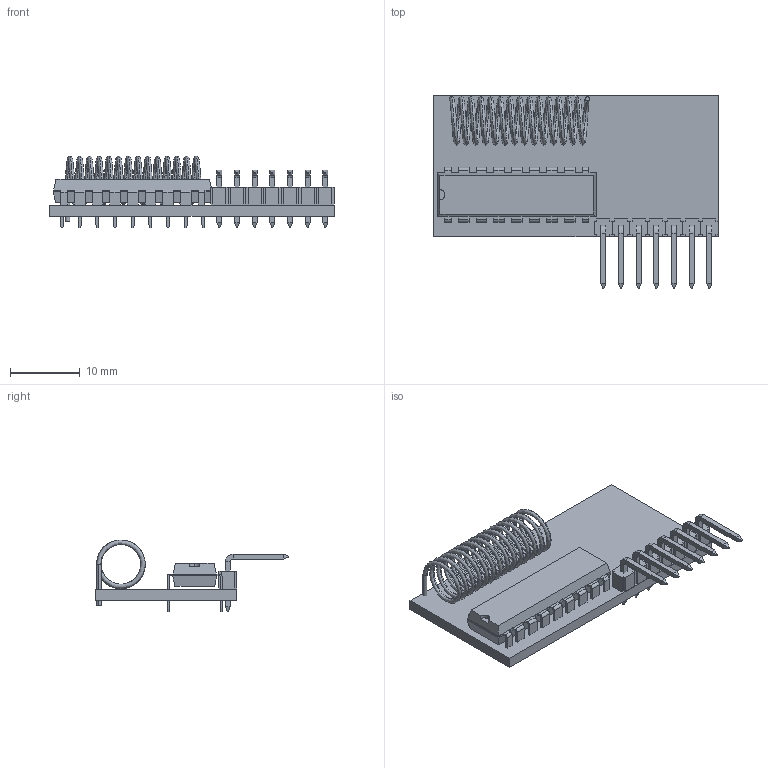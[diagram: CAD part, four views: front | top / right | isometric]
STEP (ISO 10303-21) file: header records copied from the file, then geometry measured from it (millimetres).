
FILE_DESCRIPTION (( 'STEP AP214' ), '1' );
FILE_NAME ('SimpleRF_Reciever.STEP', '2018-10-31T17:09:29', ( '' ), ( '' ), 'SwSTEP 2.0', 'SolidWorks 2018', '' );
FILE_SCHEMA (( 'AUTOMOTIVE_DESIGN' ));
Length unit declared in the file: millimetre
Products named in the file (4): DIP-18_W7.62mm.step; 0.1MaleHeadersRightAngle; Part34; SimpleRF_Reciever
Assembly tree (3 placements, depth 2):
  SimpleRF_Reciever
    Part34
    0.1MaleHeadersRightAngle
    DIP-18_W7.62mm.step
Bounding box: 40.88 x 27.81 x 10.35 mm (x, y, z)
Volume: 2039.3 mm3; surface area: 3710.4 mm2
Topology: 17 solids, 17 shells, 595 faces, 1487 edges, 926 vertices
Faces by surface type: plane 497, cylinder 66, bspline 32
Entity records: 24195 total; most frequent: CARTESIAN_POINT 6815, ORIENTED_EDGE 2974, DIRECTION 2740, EDGE_CURVE 1487, LINE 1330, VECTOR 1330, VERTEX_POINT 926, AXIS2_PLACEMENT_3D 705
